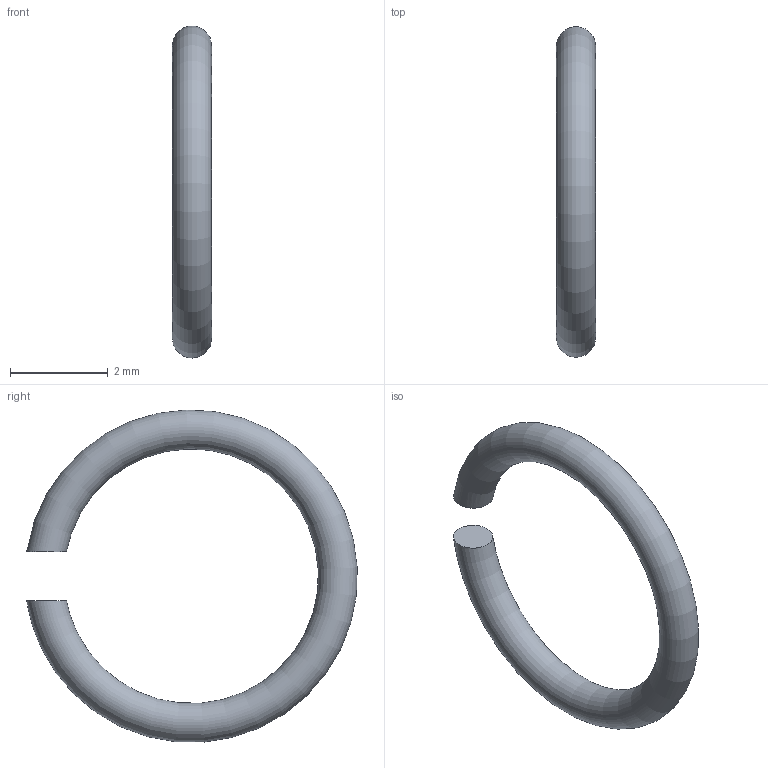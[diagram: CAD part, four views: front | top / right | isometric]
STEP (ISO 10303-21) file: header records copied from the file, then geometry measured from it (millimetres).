
FILE_DESCRIPTION(/* description */ (''),/* implementation_level */ '2;1');
FILE_NAME(/* name */ 'ANELLO_AGGANC_FILO_ARR_1_MIR.stp',/* time_stamp */ '2016-06-02T11:36:07+02:00',/* author */ (''),/* organization */ (''),/* preprocessor_version */ 'ST-DEVELOPER v16.5',/* originating_system */ 'Autodesk Translation Framework v5.0.0.3310',/* authorisation */ '');
FILE_SCHEMA (('AUTOMOTIVE_DESIGN { 1 0 10303 214 3 1 1 }'));
Length unit declared in the file: centimetre
Products named in the file (1): ANELLO_AGGANC_FILO_ARR_1_MIR
Bounding box: 0.8 x 6.76 x 6.79 mm (x, y, z)
Volume: 9 mm3; surface area: 45.9 mm2
Topology: 1 solids, 1 shells, 3 faces, 3 edges, 2 vertices
Faces by surface type: plane 2, torus 1
Entity records: 138 total; most frequent: CARTESIAN_POINT 74, DIRECTION 8, EDGE_LOOP 4, ORIENTED_EDGE 4, AXIS2_PLACEMENT_3D 4, FACE_OUTER_BOUND 3, ADVANCED_FACE 3, PLANE 2
